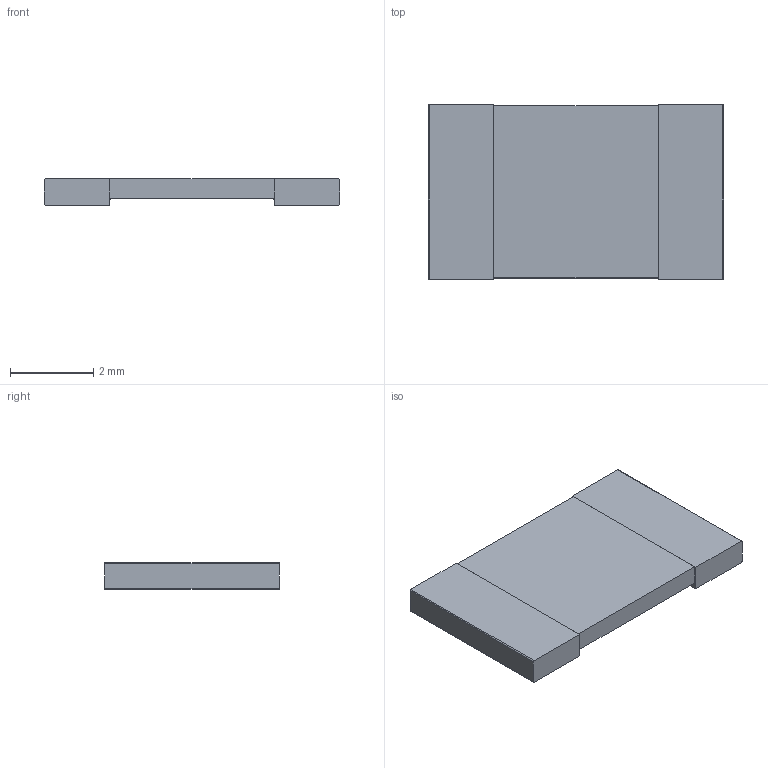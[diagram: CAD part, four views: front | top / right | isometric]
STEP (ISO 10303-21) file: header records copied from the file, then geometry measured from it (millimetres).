
FILE_DESCRIPTION(/* description */ (''),/* implementation_level */ '2;1');
FILE_NAME(/* name */ 'WSL2816 (High).stp',/* time_stamp */ '2015-08-25T11:10:43-05:00',/* author */ ('Neil'),/* organization */ (''),/* preprocessor_version */ 'ST-DEVELOPER v15.2',/* originating_system */ 'Autodesk Inventor LT ',/* authorisation */ '');
FILE_SCHEMA (('AUTOMOTIVE_DESIGN { 1 0 10303 214 3 1 1 }'));
Length unit declared in the file: millimetre
Products named in the file (1): WSL2816 (High)
Bounding box: 7.1 x 4.2 x 0.64 mm (x, y, z)
Volume: 16.2 mm3; surface area: 81.9 mm2
Topology: 3 solids, 3 shells, 24 faces, 54 edges, 36 vertices
Faces by surface type: plane 18, cylinder 6
Entity records: 703 total; most frequent: DIRECTION 116, CARTESIAN_POINT 115, ORIENTED_EDGE 108, EDGE_CURVE 54, LINE 42, VECTOR 42, AXIS2_PLACEMENT_3D 37, VERTEX_POINT 36
